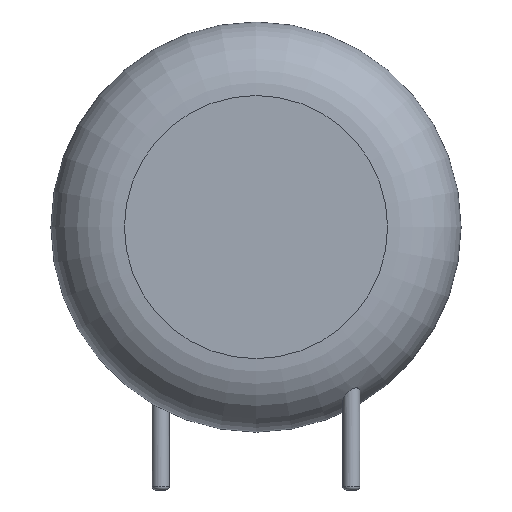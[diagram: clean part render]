
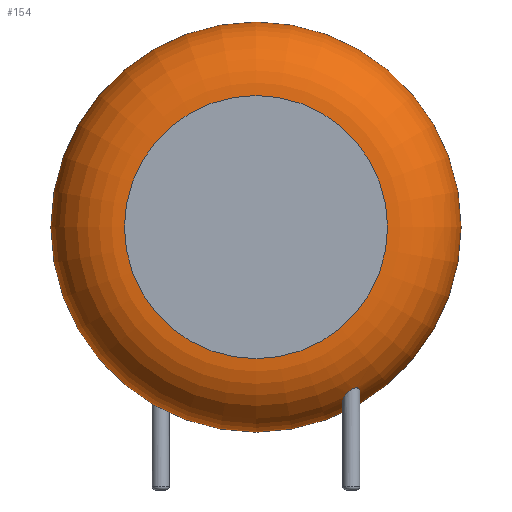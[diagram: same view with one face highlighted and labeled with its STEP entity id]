
A CAD part, front view. The second image highlights one B-rep face of the part: STEP entity #154.
In plain terms, the highlighted toroidal (fillet/blend) face has major radius 6.896 mm and minor radius 3.854 mm.
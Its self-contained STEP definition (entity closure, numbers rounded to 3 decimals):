
#24 = VERTEX_POINT('',#25);
#25 = CARTESIAN_POINT('',(15.75,-2.196,10.78));
#31 = EDGE_CURVE('',#24,#24,#32,.T.);
#32 = CIRCLE('',#33,10.75);
#33 = AXIS2_PLACEMENT_3D('',#34,#35,#36);
#34 = CARTESIAN_POINT('',(5.,-2.196,10.78));
#35 = DIRECTION('',(0.,-1.,0.));
#36 = DIRECTION('',(1.,0.,0.));
#154 = ADVANCED_FACE('',(#155,#175),#262,.T.);
#155 = FACE_BOUND('',#156,.T.);
#156 = EDGE_LOOP('',(#157,#158,#167,#174));
#157 = ORIENTED_EDGE('',*,*,#31,.T.);
#158 = ORIENTED_EDGE('',*,*,#159,.T.);
#159 = EDGE_CURVE('',#24,#160,#162,.T.);
#160 = VERTEX_POINT('',#161);
#161 = CARTESIAN_POINT('',(11.896,-6.05,10.78));
#162 = CIRCLE('',#163,3.854);
#163 = AXIS2_PLACEMENT_3D('',#164,#165,#166);
#164 = CARTESIAN_POINT('',(11.896,-2.196,10.78));
#165 = DIRECTION('',(0.,0.,-1.));
#166 = DIRECTION('',(1.,0.,0.));
#167 = ORIENTED_EDGE('',*,*,#168,.F.);
#168 = EDGE_CURVE('',#160,#160,#169,.T.);
#169 = CIRCLE('',#170,6.896);
#170 = AXIS2_PLACEMENT_3D('',#171,#172,#173);
#171 = CARTESIAN_POINT('',(5.,-6.05,10.78));
#172 = DIRECTION('',(0.,-1.,0.));
#173 = DIRECTION('',(1.,0.,0.));
#174 = ORIENTED_EDGE('',*,*,#159,.F.);
#175 = FACE_BOUND('',#176,.T.);
#176 = EDGE_LOOP('',(#177,#194));
#177 = ORIENTED_EDGE('',*,*,#178,.T.);
#178 = EDGE_CURVE('',#179,#181,#183,.T.);
#179 = VERTEX_POINT('',#180);
#180 = CARTESIAN_POINT('',(10.45,-4.2,2.172));
#181 = VERTEX_POINT('',#182);
#182 = CARTESIAN_POINT('',(10.22,-3.808,
1.789));
#183 = B_SPLINE_CURVE_WITH_KNOTS('',5,(#184,#185,#186,#187,#188,#189,
#190,#191,#192,#193),.UNSPECIFIED.,.F.,.F.,(6,4,6),(0.,
0.527,1.),.UNSPECIFIED.);
#184 = CARTESIAN_POINT('',(10.45,-4.2,2.172));
#185 = CARTESIAN_POINT('',(10.45,-4.149,2.136));
#186 = CARTESIAN_POINT('',(10.443,-4.099,
2.097));
#187 = CARTESIAN_POINT('',(10.429,-4.051,
2.056));
#188 = CARTESIAN_POINT('',(10.409,-4.005,
2.015));
#189 = CARTESIAN_POINT('',(10.359,-3.925,1.936
));
#190 = CARTESIAN_POINT('',(10.331,-3.89,
1.899));
#191 = CARTESIAN_POINT('',(10.298,-3.858,
1.861));
#192 = CARTESIAN_POINT('',(10.261,-3.83,
1.824));
#193 = CARTESIAN_POINT('',(10.22,-3.808,
1.789));
#194 = ORIENTED_EDGE('',*,*,#195,.T.);
#195 = EDGE_CURVE('',#181,#179,#196,.T.);
#196 = B_SPLINE_CURVE_WITH_KNOTS('',8,(#197,#198,#199,#200,#201,#202,
#203,#204,#205,#206,#207,#208,#209,#210,#211,#212,#213,#214,#215,
#216,#217,#218,#219,#220,#221,#222,#223,#224,#225,#226,#227,#228,
#229,#230,#231,#232,#233,#234,#235,#236,#237,#238,#239,#240,#241,
#242,#243,#244,#245,#246,#247,#248,#249,#250,#251,#252,#253,#254,
#255,#256,#257,#258,#259,#260,#261),.UNSPECIFIED.,.F.,.F.,(9,7,7,7,7
,7,7,7,7,9),(0.,0.164,0.249,0.34,
0.388,0.541,0.68,0.862,
0.902,1.),.UNSPECIFIED.);
#197 = CARTESIAN_POINT('',(10.22,-3.808,
1.789));
#198 = CARTESIAN_POINT('',(10.18,-3.785,
1.753));
#199 = CARTESIAN_POINT('',(10.136,-3.766,
1.718));
#200 = CARTESIAN_POINT('',(10.089,-3.753,
1.685));
#201 = CARTESIAN_POINT('',(10.039,-3.745,
1.654));
#202 = CARTESIAN_POINT('',(9.989,-3.744,1.625
));
#203 = CARTESIAN_POINT('',(9.937,-3.749,1.6
));
#204 = CARTESIAN_POINT('',(9.887,-3.761,1.579
));
#205 = CARTESIAN_POINT('',(9.814,-3.79,1.555
));
#206 = CARTESIAN_POINT('',(9.789,-3.801,1.548)
);
#207 = CARTESIAN_POINT('',(9.765,-3.814,1.543)
);
#208 = CARTESIAN_POINT('',(9.743,-3.829,1.539
));
#209 = CARTESIAN_POINT('',(9.721,-3.845,1.536
));
#210 = CARTESIAN_POINT('',(9.7,-3.862,1.535)
);
#211 = CARTESIAN_POINT('',(9.681,-3.881,1.535
));
#212 = CARTESIAN_POINT('',(9.645,-3.922,1.54)
);
#213 = CARTESIAN_POINT('',(9.628,-3.945,1.544
));
#214 = CARTESIAN_POINT('',(9.612,-3.968,1.549
));
#215 = CARTESIAN_POINT('',(9.599,-3.992,1.557)
);
#216 = CARTESIAN_POINT('',(9.587,-4.017,1.566)
);
#217 = CARTESIAN_POINT('',(9.577,-4.042,1.576
));
#218 = CARTESIAN_POINT('',(9.569,-4.068,1.588
));
#219 = CARTESIAN_POINT('',(9.559,-4.107,1.608
));
#220 = CARTESIAN_POINT('',(9.557,-4.121,1.615
));
#221 = CARTESIAN_POINT('',(9.554,-4.135,1.623
));
#222 = CARTESIAN_POINT('',(9.552,-4.149,1.631
));
#223 = CARTESIAN_POINT('',(9.551,-4.162,1.639
));
#224 = CARTESIAN_POINT('',(9.55,-4.176,1.648
));
#225 = CARTESIAN_POINT('',(9.55,-4.19,1.657)
);
#226 = CARTESIAN_POINT('',(9.55,-4.246,1.696
));
#227 = CARTESIAN_POINT('',(9.555,-4.288,1.728)
);
#228 = CARTESIAN_POINT('',(9.565,-4.329,1.763
));
#229 = CARTESIAN_POINT('',(9.578,-4.369,1.799)
);
#230 = CARTESIAN_POINT('',(9.596,-4.406,1.837)
);
#231 = CARTESIAN_POINT('',(9.616,-4.441,1.876)
);
#232 = CARTESIAN_POINT('',(9.64,-4.474,1.916
));
#233 = CARTESIAN_POINT('',(9.692,-4.531,1.991)
);
#234 = CARTESIAN_POINT('',(9.72,-4.555,2.027
));
#235 = CARTESIAN_POINT('',(9.749,-4.578,2.063
));
#236 = CARTESIAN_POINT('',(9.781,-4.597,2.098
));
#237 = CARTESIAN_POINT('',(9.815,-4.614,2.133
));
#238 = CARTESIAN_POINT('',(9.852,-4.628,2.166)
);
#239 = CARTESIAN_POINT('',(9.89,-4.638,2.198
));
#240 = CARTESIAN_POINT('',(9.983,-4.653,2.265
));
#241 = CARTESIAN_POINT('',(10.038,-4.654,
2.299));
#242 = CARTESIAN_POINT('',(10.096,-4.648,2.327
));
#243 = CARTESIAN_POINT('',(10.153,-4.632,
2.347));
#244 = CARTESIAN_POINT('',(10.208,-4.608,2.358
));
#245 = CARTESIAN_POINT('',(10.258,-4.576,
2.359));
#246 = CARTESIAN_POINT('',(10.302,-4.538,
2.352));
#247 = CARTESIAN_POINT('',(10.347,-4.487,
2.335));
#248 = CARTESIAN_POINT('',(10.355,-4.477,
2.332));
#249 = CARTESIAN_POINT('',(10.362,-4.468,2.328
));
#250 = CARTESIAN_POINT('',(10.369,-4.458,
2.324));
#251 = CARTESIAN_POINT('',(10.376,-4.448,2.32
));
#252 = CARTESIAN_POINT('',(10.382,-4.438,
2.315));
#253 = CARTESIAN_POINT('',(10.388,-4.428,
2.31));
#254 = CARTESIAN_POINT('',(10.408,-4.392,
2.293));
#255 = CARTESIAN_POINT('',(10.42,-4.365,2.279
));
#256 = CARTESIAN_POINT('',(10.43,-4.338,
2.264));
#257 = CARTESIAN_POINT('',(10.438,-4.311,2.247
));
#258 = CARTESIAN_POINT('',(10.444,-4.283,
2.23));
#259 = CARTESIAN_POINT('',(10.448,-4.255,
2.211));
#260 = CARTESIAN_POINT('',(10.45,-4.228,2.192));
#261 = CARTESIAN_POINT('',(10.45,-4.2,2.172));
#262 = TOROIDAL_SURFACE('',#263,6.896,3.854);
#263 = AXIS2_PLACEMENT_3D('',#264,#265,#266);
#264 = CARTESIAN_POINT('',(5.,-2.196,10.78));
#265 = DIRECTION('',(0.,-1.,0.));
#266 = DIRECTION('',(1.,0.,0.));
